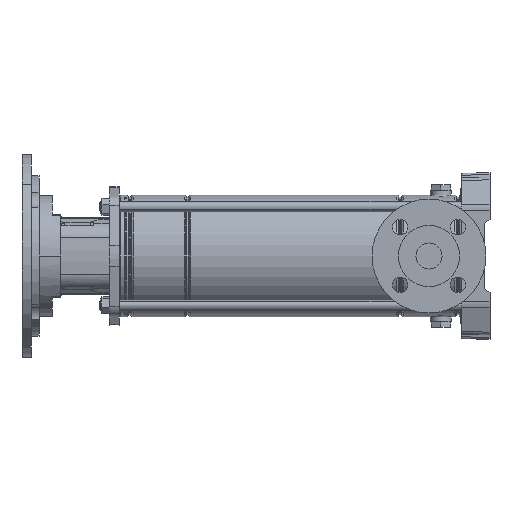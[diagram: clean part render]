
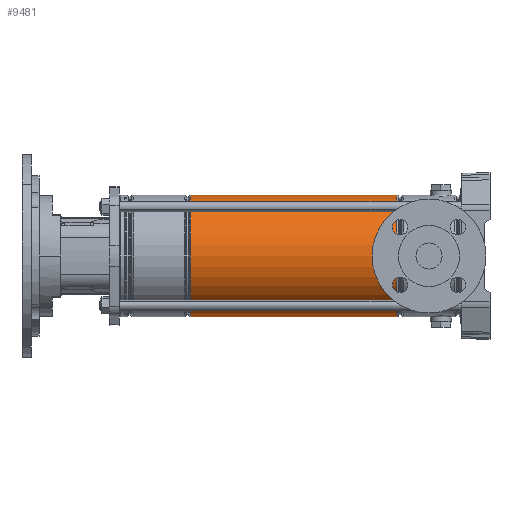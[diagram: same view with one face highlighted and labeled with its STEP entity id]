
A CAD part, left-side view. The second image highlights one B-rep face of the part: STEP entity #9481.
In plain terms, the highlighted cylindrical face has radius 74.9 mm (diameter 149.8 mm), a partial arc.
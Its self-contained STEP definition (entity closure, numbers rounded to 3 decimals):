
#225 = AXIS2_PLACEMENT_3D ( 'NONE', #16983, #3719, #28770 ) ;
#881 = LINE ( 'NONE', #5389, #20168 ) ;
#3049 = EDGE_CURVE ( 'NONE', #10174, #7659, #16622, .T. ) ;
#3465 = ORIENTED_EDGE ( 'NONE', *, *, #3049, .T. ) ;
#3719 = DIRECTION ( 'NONE',  ( 0., 0., -1. ) ) ;
#4223 = DIRECTION ( 'NONE',  ( -1., 0., 0. ) ) ;
#5183 = VERTEX_POINT ( 'NONE', #24368 ) ;
#5389 = CARTESIAN_POINT ( 'NONE',  ( -74.9, 0., 0. ) ) ;
#5697 = DIRECTION ( 'NONE',  ( 0., 0., -1. ) ) ;
#5797 = VERTEX_POINT ( 'NONE', #16188 ) ;
#6491 = CYLINDRICAL_SURFACE ( 'NONE', #13175, 74.9 ) ;
#6917 = EDGE_CURVE ( 'NONE', #5797, #5183, #881, .T. ) ;
#7659 = VERTEX_POINT ( 'NONE', #9256 ) ;
#8150 = DIRECTION ( 'NONE',  ( 0., 0., 1. ) ) ;
#8288 = DIRECTION ( 'NONE',  ( 0., 0., -1. ) ) ;
#8452 = CARTESIAN_POINT ( 'NONE',  ( 0., 0., 0. ) ) ;
#8902 = CIRCLE ( 'NONE', #225, 74.9 ) ;
#9256 = CARTESIAN_POINT ( 'NONE',  ( 74.9, 0., 87.279 ) ) ;
#9481 = ADVANCED_FACE ( 'NONE', ( #28974 ), #6491, .T. ) ;
#10174 = VERTEX_POINT ( 'NONE', #24613 ) ;
#13175 = AXIS2_PLACEMENT_3D ( 'NONE', #8452, #8288, #4223 ) ;
#14576 = EDGE_CURVE ( 'NONE', #5797, #10174, #8902, .T. ) ;
#14615 = ORIENTED_EDGE ( 'NONE', *, *, #29462, .T. ) ;
#16188 = CARTESIAN_POINT ( 'NONE',  ( -74.9, 0., 340.221 ) ) ;
#16622 = LINE ( 'NONE', #25828, #25733 ) ;
#16983 = CARTESIAN_POINT ( 'NONE',  ( 0., 0., 340.221 ) ) ;
#17338 = CIRCLE ( 'NONE', #17802, 74.9 ) ;
#17358 = DIRECTION ( 'NONE',  ( 1., 0., 0. ) ) ;
#17802 = AXIS2_PLACEMENT_3D ( 'NONE', #24581, #8150, #17358 ) ;
#19175 = DIRECTION ( 'NONE',  ( 0., 0., -1. ) ) ;
#20168 = VECTOR ( 'NONE', #5697, 1000. ) ;
#20188 = ORIENTED_EDGE ( 'NONE', *, *, #6917, .F. ) ;
#24368 = CARTESIAN_POINT ( 'NONE',  ( -74.9, 0., 87.279 ) ) ;
#24384 = EDGE_LOOP ( 'NONE', ( #28367, #3465, #14615, #20188 ) ) ;
#24581 = CARTESIAN_POINT ( 'NONE',  ( 0., 0., 87.279 ) ) ;
#24613 = CARTESIAN_POINT ( 'NONE',  ( 74.9, 0., 340.221 ) ) ;
#25733 = VECTOR ( 'NONE', #19175, 1000. ) ;
#25828 = CARTESIAN_POINT ( 'NONE',  ( 74.9, 0., 0. ) ) ;
#28367 = ORIENTED_EDGE ( 'NONE', *, *, #14576, .T. ) ;
#28770 = DIRECTION ( 'NONE',  ( 1., 0., 0. ) ) ;
#28974 = FACE_OUTER_BOUND ( 'NONE', #24384, .T. ) ;
#29462 = EDGE_CURVE ( 'NONE', #7659, #5183, #17338, .T. ) ;
